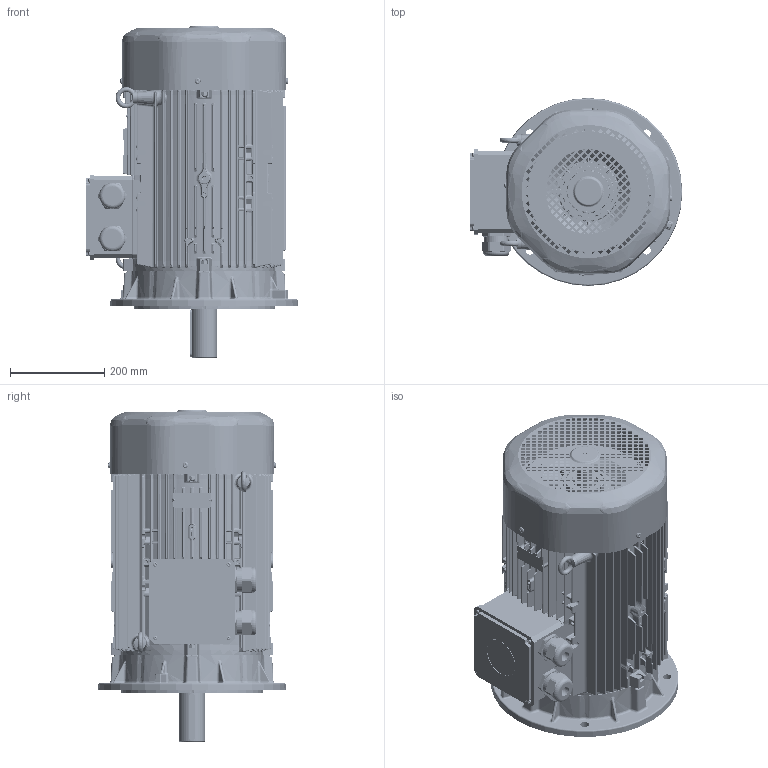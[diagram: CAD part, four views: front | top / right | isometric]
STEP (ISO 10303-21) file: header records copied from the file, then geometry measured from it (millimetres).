
FILE_DESCRIPTION(/* description */ (''),/* implementation_level */ '2;1');
FILE_NAME(/* name */ '(QH series) 200_B5.stp',/* time_stamp */ '2024-07-31T09:32:55+03:00',/* author */ (''),/* organization */ (''),/* preprocessor_version */ 'ST-DEVELOPER v18.102',/* originating_system */ 'SIEMENS PLM Software NX2206.8101',/* authorisation */ '');
FILE_SCHEMA (('AUTOMOTIVE_DESIGN { 1 0 10303 214 3 1 1 1 }'));
Products named in the file (1): model1_objects
Bounding box: 451.84 x 399.69 x 705.5 mm (x, y, z)
Surface area: 3172208.8 mm2 (no closed solid volume)
Topology: 0 solids, 52 shells, 13440 faces, 33997 edges, 20369 vertices
Faces by surface type: cylinder 5362, plane 3583, torus 1701, bspline 1343, cone 765, sphere 685, revolution 1
Full cylindrical faces by diameter (mm): 2.4 x2, 2.89 x2, 3.2 x2, 4 x3, 4.3 x4, 4.918 x8, 5.5 x3, 5.6 x12, 6 x4, 6.5 x4, 7.6 x1, 8 x1, 8.4 x2, 8.5 x2, 9 x4, 9.444 x3, 10 x3, 12 x8, 16 x1, 18.5 x4, 22 x2, 25 x2, 25.05 x2, 34.2 x1, 48.17 x4, 48.38 x4, 50 x5, 50.5 x1, 51.2 x2, 55 x3
Entity records: 464547 total; most frequent: CARTESIAN_POINT 167006, ORIENTED_EDGE 65858, DIRECTION 55835, EDGE_CURVE 32929, AXIS2_PLACEMENT_3D 21513, VERTEX_POINT 20155, EDGE_LOOP 14911, ADVANCED_FACE 13432
